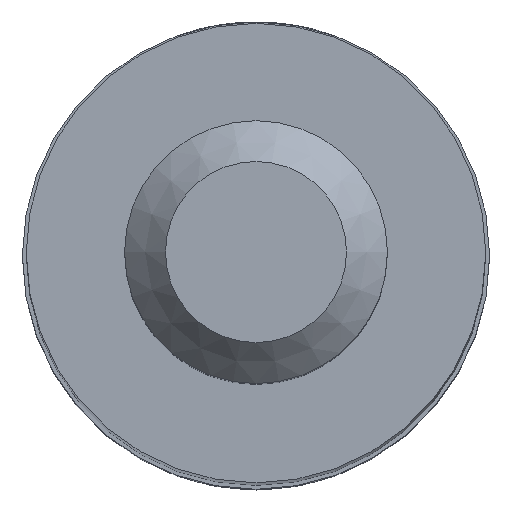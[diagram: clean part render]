
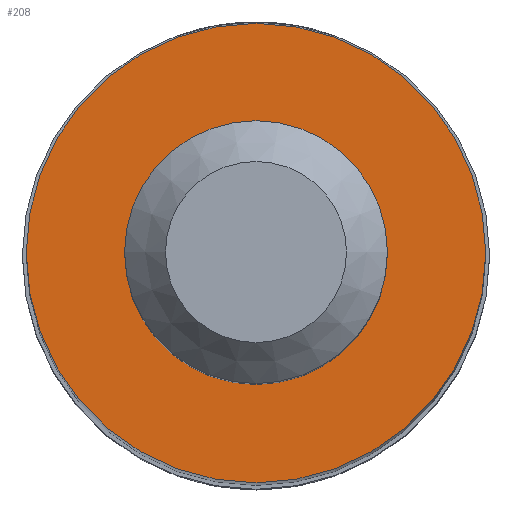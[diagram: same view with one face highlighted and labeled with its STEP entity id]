
A CAD part, top view. The second image highlights one B-rep face of the part: STEP entity #208.
In plain terms, the highlighted planar face has unit normal (0, 0, 1).
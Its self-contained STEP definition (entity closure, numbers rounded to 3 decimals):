
#16=PLANE('',#239);
#23=FACE_BOUND('',#44,.T.);
#30=FACE_OUTER_BOUND('',#43,.T.);
#43=EDGE_LOOP('',(#169));
#44=EDGE_LOOP('',(#170));
#82=CIRCLE('',#237,2.25);
#83=CIRCLE('',#240,3.933);
#101=VERTEX_POINT('',#415);
#102=VERTEX_POINT('',#420);
#126=EDGE_CURVE('',#101,#101,#82,.T.);
#127=EDGE_CURVE('',#102,#102,#83,.T.);
#169=ORIENTED_EDGE('',*,*,#127,.F.);
#170=ORIENTED_EDGE('',*,*,#126,.F.);
#208=ADVANCED_FACE('',(#30,#23),#16,.T.);
#237=AXIS2_PLACEMENT_3D('',#417,#277,#278);
#239=AXIS2_PLACEMENT_3D('',#419,#281,#282);
#240=AXIS2_PLACEMENT_3D('',#421,#283,#284);
#277=DIRECTION('center_axis',(0.,0.,1.));
#278=DIRECTION('ref_axis',(-1.,0.,0.));
#281=DIRECTION('center_axis',(0.,0.,1.));
#282=DIRECTION('ref_axis',(-1.,0.,0.));
#283=DIRECTION('center_axis',(0.,0.,-1.));
#284=DIRECTION('ref_axis',(0.,1.,0.));
#415=CARTESIAN_POINT('',(2.25,0.,4.));
#417=CARTESIAN_POINT('Origin',(0.,0.,
4.));
#419=CARTESIAN_POINT('Origin',(0.,0.,4.));
#420=CARTESIAN_POINT('',(0.,-3.933,4.));
#421=CARTESIAN_POINT('Origin',(0.,0.,
4.));
